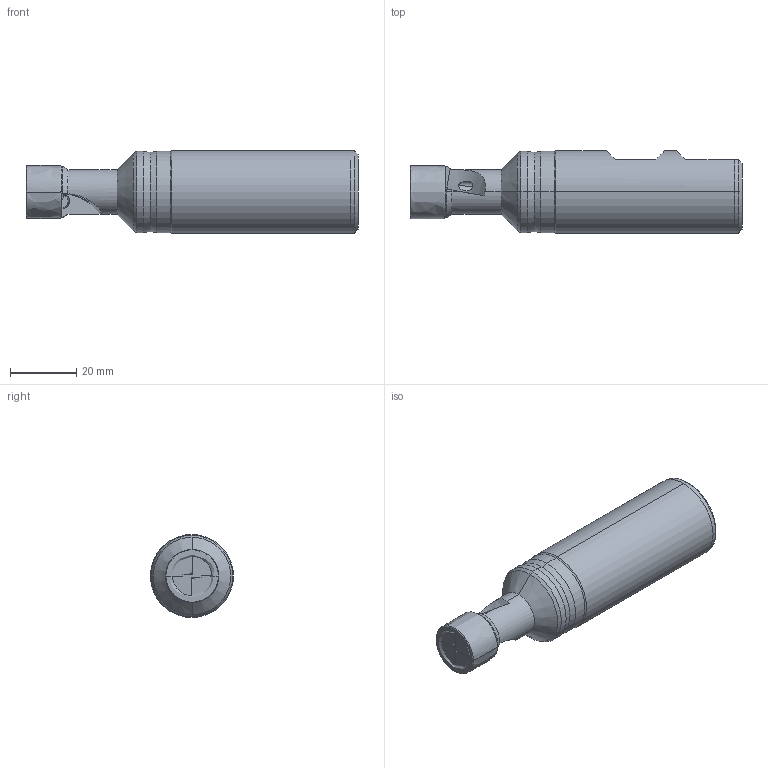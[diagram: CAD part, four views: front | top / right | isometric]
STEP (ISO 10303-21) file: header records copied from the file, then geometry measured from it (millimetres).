
FILE_DESCRIPTION (( 'STEP AP214' ), '1' );
FILE_NAME ('90PP-16-10-2.STEP', '2013-02-28T12:20:27', ( '' ), ( '' ), 'SwSTEP 2.0', 'SolidWorks 2013', '' );
FILE_SCHEMA (( 'AUTOMOTIVE_DESIGN' ));
Length unit declared in the file: millimetre
Products named in the file (1): 90PP-16-10-2
Bounding box: 100.01 x 25 x 25 mm (x, y, z)
Volume: 34733.4 mm3; surface area: 9413.8 mm2
Topology: 1 solids, 1 shells, 93 faces, 254 edges, 157 vertices
Faces by surface type: plane 32, cylinder 30, cone 27, bspline 4
Entity records: 4761 total; most frequent: CARTESIAN_POINT 2503, ORIENTED_EDGE 504, DIRECTION 404, EDGE_CURVE 252, VERTEX_POINT 157, AXIS2_PLACEMENT_3D 156, EDGE_LOOP 97, FACE_OUTER_BOUND 93
